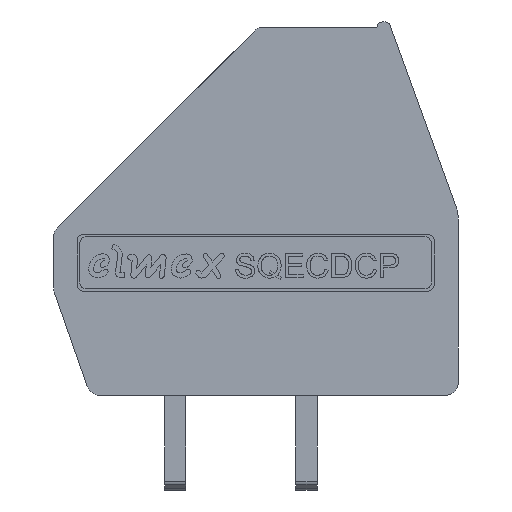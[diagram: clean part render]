
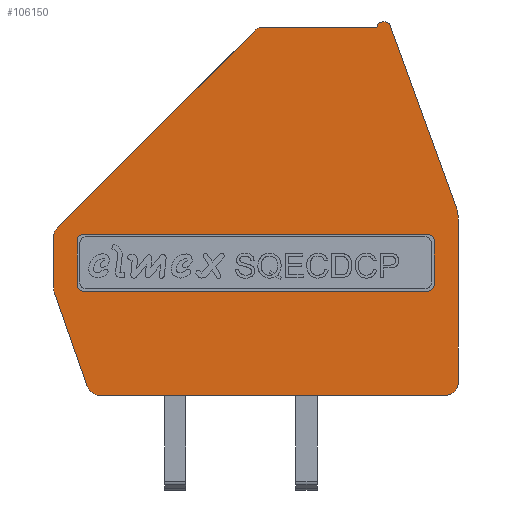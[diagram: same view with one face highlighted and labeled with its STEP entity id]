
A CAD part, front view. The second image highlights one B-rep face of the part: STEP entity #106150.
In plain terms, the highlighted planar face has unit normal (0, -1, 0).
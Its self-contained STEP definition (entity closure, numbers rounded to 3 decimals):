
#3811=CIRCLE('',#110777,0.25);
#3812=CIRCLE('',#110778,0.25);
#3813=CIRCLE('',#110779,0.25);
#3814=CIRCLE('',#110780,0.25);
#3815=CIRCLE('',#110781,1.5);
#3816=CIRCLE('',#110782,0.2);
#3817=CIRCLE('',#110783,0.2);
#3818=CIRCLE('',#110784,0.5);
#3819=CIRCLE('',#110785,0.5);
#3820=CIRCLE('',#110786,0.5);
#3821=CIRCLE('',#110787,0.5);
#3822=CIRCLE('',#110788,0.5);
#8336=ORIENTED_EDGE('',*,*,#31019,.T.);
#8337=ORIENTED_EDGE('',*,*,#31020,.F.);
#8338=ORIENTED_EDGE('',*,*,#31021,.T.);
#8339=ORIENTED_EDGE('',*,*,#31022,.F.);
#8340=ORIENTED_EDGE('',*,*,#31023,.T.);
#8341=ORIENTED_EDGE('',*,*,#31024,.F.);
#8342=ORIENTED_EDGE('',*,*,#31025,.T.);
#8343=ORIENTED_EDGE('',*,*,#31026,.F.);
#8344=ORIENTED_EDGE('',*,*,#31027,.T.);
#8345=ORIENTED_EDGE('',*,*,#31028,.T.);
#8346=ORIENTED_EDGE('',*,*,#31029,.T.);
#8347=ORIENTED_EDGE('',*,*,#31030,.T.);
#8348=ORIENTED_EDGE('',*,*,#31031,.T.);
#8349=ORIENTED_EDGE('',*,*,#31032,.T.);
#8350=ORIENTED_EDGE('',*,*,#31033,.T.);
#8351=ORIENTED_EDGE('',*,*,#31034,.T.);
#8352=ORIENTED_EDGE('',*,*,#30975,.T.);
#8353=ORIENTED_EDGE('',*,*,#31035,.T.);
#8354=ORIENTED_EDGE('',*,*,#31036,.T.);
#8355=ORIENTED_EDGE('',*,*,#31037,.T.);
#8356=ORIENTED_EDGE('',*,*,#31038,.T.);
#8357=ORIENTED_EDGE('',*,*,#31039,.T.);
#8358=ORIENTED_EDGE('',*,*,#30516,.T.);
#8359=ORIENTED_EDGE('',*,*,#31040,.T.);
#30516=EDGE_CURVE('',#42090,#42091,#49771,.T.);
#30975=EDGE_CURVE('',#42411,#42410,#50049,.T.);
#31019=EDGE_CURVE('',#42447,#42448,#50077,.T.);
#31020=EDGE_CURVE('',#42449,#42448,#3811,.T.);
#31021=EDGE_CURVE('',#42449,#42450,#50078,.T.);
#31022=EDGE_CURVE('',#42451,#42450,#3812,.T.);
#31023=EDGE_CURVE('',#42451,#42452,#50079,.T.);
#31024=EDGE_CURVE('',#42453,#42452,#3813,.T.);
#31025=EDGE_CURVE('',#42453,#42454,#50080,.T.);
#31026=EDGE_CURVE('',#42447,#42454,#3814,.T.);
#31027=EDGE_CURVE('',#42455,#42456,#50081,.T.);
#31028=EDGE_CURVE('',#42456,#42457,#3815,.T.);
#31029=EDGE_CURVE('',#42457,#42458,#50082,.T.);
#31030=EDGE_CURVE('',#42458,#42459,#3816,.T.);
#31031=EDGE_CURVE('',#42459,#42460,#50083,.T.);
#31032=EDGE_CURVE('',#42460,#42461,#3817,.T.);
#31033=EDGE_CURVE('',#42461,#42462,#50084,.T.);
#31034=EDGE_CURVE('',#42462,#42411,#3818,.T.);
#31035=EDGE_CURVE('',#42410,#42463,#3819,.T.);
#31036=EDGE_CURVE('',#42463,#42464,#50085,.T.);
#31037=EDGE_CURVE('',#42464,#42465,#3820,.T.);
#31038=EDGE_CURVE('',#42465,#42466,#50086,.T.);
#31039=EDGE_CURVE('',#42466,#42090,#3821,.T.);
#31040=EDGE_CURVE('',#42091,#42455,#3822,.T.);
#42090=VERTEX_POINT('',#139822);
#42091=VERTEX_POINT('',#139823);
#42410=VERTEX_POINT('',#141277);
#42411=VERTEX_POINT('',#141279);
#42447=VERTEX_POINT('',#141368);
#42448=VERTEX_POINT('',#141369);
#42449=VERTEX_POINT('',#141371);
#42450=VERTEX_POINT('',#141373);
#42451=VERTEX_POINT('',#141375);
#42452=VERTEX_POINT('',#141377);
#42453=VERTEX_POINT('',#141379);
#42454=VERTEX_POINT('',#141381);
#42455=VERTEX_POINT('',#141384);
#42456=VERTEX_POINT('',#141385);
#42457=VERTEX_POINT('',#141387);
#42458=VERTEX_POINT('',#141389);
#42459=VERTEX_POINT('',#141391);
#42460=VERTEX_POINT('',#141393);
#42461=VERTEX_POINT('',#141395);
#42462=VERTEX_POINT('',#141397);
#42463=VERTEX_POINT('',#141400);
#42464=VERTEX_POINT('',#141402);
#42465=VERTEX_POINT('',#141404);
#42466=VERTEX_POINT('',#141406);
#49771=LINE('',#139821,#57424);
#50049=LINE('',#141278,#57702);
#50077=LINE('',#141367,#57730);
#50078=LINE('',#141372,#57731);
#50079=LINE('',#141376,#57732);
#50080=LINE('',#141380,#57733);
#50081=LINE('',#141383,#57734);
#50082=LINE('',#141388,#57735);
#50083=LINE('',#141392,#57736);
#50084=LINE('',#141396,#57737);
#50085=LINE('',#141401,#57738);
#50086=LINE('',#141405,#57739);
#57424=VECTOR('',#118184,1000.);
#57702=VECTOR('',#118926,1000.);
#57730=VECTOR('',#119004,1000.);
#57731=VECTOR('',#119007,1000.);
#57732=VECTOR('',#119010,1000.);
#57733=VECTOR('',#119013,1000.);
#57734=VECTOR('',#119016,1000.);
#57735=VECTOR('',#119019,1000.);
#57736=VECTOR('',#119022,1000.);
#57737=VECTOR('',#119025,1000.);
#57738=VECTOR('',#119030,1000.);
#57739=VECTOR('',#119033,1000.);
#64901=EDGE_LOOP('',(#8336,#8337,#8338,#8339,#8340,#8341,#8342,#8343));
#64902=EDGE_LOOP('',(#8344,#8345,#8346,#8347,#8348,#8349,#8350,#8351,#8352,
#8353,#8354,#8355,#8356,#8357,#8358,#8359));
#69514=FACE_BOUND('',#64901,.T.);
#69515=FACE_BOUND('',#64902,.T.);
#73936=PLANE('',#110776);
#106150=ADVANCED_FACE('',(#69514,#69515),#73936,.T.);
#110776=AXIS2_PLACEMENT_3D('',#141366,#119002,#119003);
#110777=AXIS2_PLACEMENT_3D('',#141370,#119005,#119006);
#110778=AXIS2_PLACEMENT_3D('',#141374,#119008,#119009);
#110779=AXIS2_PLACEMENT_3D('',#141378,#119011,#119012);
#110780=AXIS2_PLACEMENT_3D('',#141382,#119014,#119015);
#110781=AXIS2_PLACEMENT_3D('',#141386,#119017,#119018);
#110782=AXIS2_PLACEMENT_3D('',#141390,#119020,#119021);
#110783=AXIS2_PLACEMENT_3D('',#141394,#119023,#119024);
#110784=AXIS2_PLACEMENT_3D('',#141398,#119026,#119027);
#110785=AXIS2_PLACEMENT_3D('',#141399,#119028,#119029);
#110786=AXIS2_PLACEMENT_3D('',#141403,#119031,#119032);
#110787=AXIS2_PLACEMENT_3D('',#141407,#119034,#119035);
#110788=AXIS2_PLACEMENT_3D('',#141408,#119036,#119037);
#118184=DIRECTION('',(1.,0.,0.));
#118926=DIRECTION('',(-0.707,0.,-0.707));
#119002=DIRECTION('',(0.,-1.,0.));
#119003=DIRECTION('',(0.,0.,-1.));
#119004=DIRECTION('',(1.,0.,0.));
#119005=DIRECTION('',(0.,-1.,0.));
#119006=DIRECTION('',(0.,0.,-1.));
#119007=DIRECTION('',(0.,0.,-1.));
#119008=DIRECTION('',(0.,-1.,0.));
#119009=DIRECTION('',(0.,0.,-1.));
#119010=DIRECTION('',(-1.,0.,0.));
#119011=DIRECTION('',(0.,-1.,0.));
#119012=DIRECTION('',(0.,0.,-1.));
#119013=DIRECTION('',(0.,0.,1.));
#119014=DIRECTION('',(0.,-1.,0.));
#119015=DIRECTION('',(0.,0.,-1.));
#119016=DIRECTION('',(0.,0.,1.));
#119017=DIRECTION('',(0.,-1.,0.));
#119018=DIRECTION('',(0.,0.,-1.));
#119019=DIRECTION('',(-0.342,0.,0.94));
#119020=DIRECTION('',(0.,-1.,0.));
#119021=DIRECTION('',(1.,0.,0.));
#119022=DIRECTION('',(-1.,0.,0.));
#119023=DIRECTION('',(0.,-1.,0.));
#119024=DIRECTION('',(1.,0.,0.));
#119025=DIRECTION('',(-1.,0.,0.));
#119026=DIRECTION('',(0.,-1.,0.));
#119027=DIRECTION('',(1.,0.,0.));
#119028=DIRECTION('',(0.,-1.,0.));
#119029=DIRECTION('',(1.,0.,0.));
#119030=DIRECTION('',(0.,0.,-1.));
#119031=DIRECTION('',(0.,-1.,0.));
#119032=DIRECTION('',(1.,0.,0.));
#119033=DIRECTION('',(0.33,0.,-0.944));
#119034=DIRECTION('',(0.,-1.,0.));
#119035=DIRECTION('',(1.,0.,0.));
#119036=DIRECTION('',(0.,-1.,0.));
#119037=DIRECTION('',(0.,0.,-1.));
#139821=CARTESIAN_POINT('',(14.205,-3.26,3.75));
#139822=CARTESIAN_POINT('',(14.205,-3.26,3.75));
#139823=CARTESIAN_POINT('',(27.35,-3.26,3.75));
#141277=CARTESIAN_POINT('',(12.596,-3.26,10.117));
#141278=CARTESIAN_POINT('',(20.083,-3.26,17.604));
#141279=CARTESIAN_POINT('',(20.083,-3.26,17.604));
#141366=CARTESIAN_POINT('',(20.437,-3.26,17.25));
#141367=CARTESIAN_POINT('',(13.342,-3.26,9.881));
#141368=CARTESIAN_POINT('',(13.592,-3.26,9.881));
#141369=CARTESIAN_POINT('',(26.676,-3.26,9.881));
#141370=CARTESIAN_POINT('',(26.676,-3.26,9.631));
#141371=CARTESIAN_POINT('',(26.926,-3.26,9.631));
#141372=CARTESIAN_POINT('',(26.926,-3.26,9.881));
#141373=CARTESIAN_POINT('',(26.926,-3.26,7.962));
#141374=CARTESIAN_POINT('',(26.676,-3.26,7.962));
#141375=CARTESIAN_POINT('',(26.676,-3.26,7.712));
#141376=CARTESIAN_POINT('',(26.926,-3.26,7.712));
#141377=CARTESIAN_POINT('',(13.592,-3.26,7.712));
#141378=CARTESIAN_POINT('',(13.592,-3.26,7.962));
#141379=CARTESIAN_POINT('',(13.342,-3.26,7.962));
#141380=CARTESIAN_POINT('',(13.342,-3.26,7.712));
#141381=CARTESIAN_POINT('',(13.342,-3.26,9.631));
#141382=CARTESIAN_POINT('',(13.592,-3.26,9.631));
#141383=CARTESIAN_POINT('',(27.85,-3.26,17.25));
#141384=CARTESIAN_POINT('',(27.85,-3.26,4.25));
#141385=CARTESIAN_POINT('',(27.85,-3.26,10.409));
#141386=CARTESIAN_POINT('',(26.35,-3.26,10.409));
#141387=CARTESIAN_POINT('',(27.76,-3.26,10.922));
#141388=CARTESIAN_POINT('',(25.25,-3.26,17.818));
#141389=CARTESIAN_POINT('',(25.25,-3.26,17.818));
#141390=CARTESIAN_POINT('',(25.062,-3.26,17.75));
#141391=CARTESIAN_POINT('',(25.062,-3.26,17.95));
#141392=CARTESIAN_POINT('',(25.062,-3.26,17.95));
#141393=CARTESIAN_POINT('',(24.95,-3.26,17.95));
#141394=CARTESIAN_POINT('',(24.95,-3.26,17.75));
#141395=CARTESIAN_POINT('',(24.75,-3.26,17.75));
#141396=CARTESIAN_POINT('',(20.437,-3.26,17.75));
#141397=CARTESIAN_POINT('',(20.437,-3.26,17.75));
#141398=CARTESIAN_POINT('',(20.437,-3.26,17.25));
#141399=CARTESIAN_POINT('',(12.95,-3.26,9.763));
#141400=CARTESIAN_POINT('',(12.45,-3.26,9.763));
#141401=CARTESIAN_POINT('',(12.45,-3.26,9.763));
#141402=CARTESIAN_POINT('',(12.45,-3.26,7.835));
#141403=CARTESIAN_POINT('',(12.95,-3.26,7.835));
#141404=CARTESIAN_POINT('',(12.478,-3.26,7.67));
#141405=CARTESIAN_POINT('',(12.478,-3.26,7.67));
#141406=CARTESIAN_POINT('',(13.733,-3.26,4.085));
#141407=CARTESIAN_POINT('',(14.205,-3.26,4.25));
#141408=CARTESIAN_POINT('',(27.35,-3.26,4.25));
